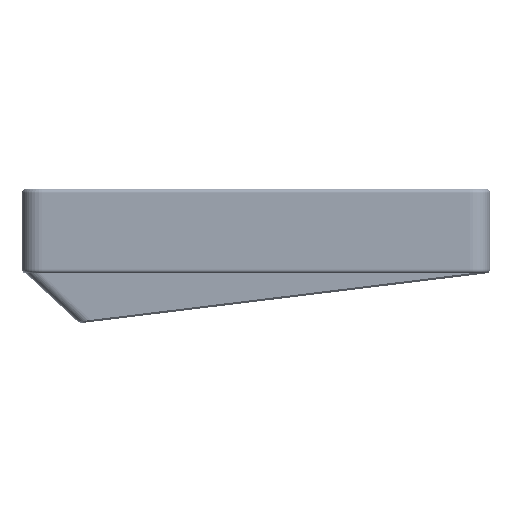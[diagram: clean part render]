
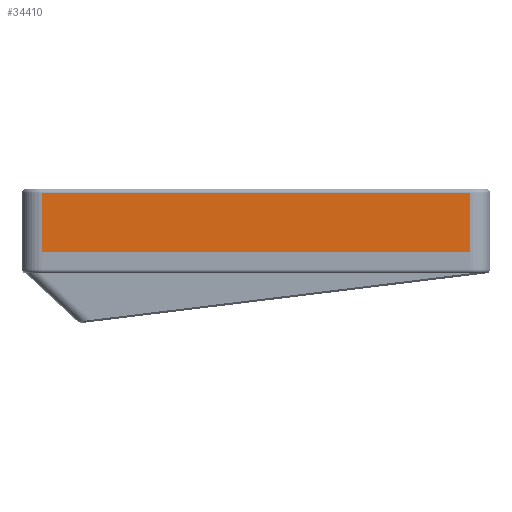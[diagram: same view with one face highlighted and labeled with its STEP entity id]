
A CAD part, left-side view. The second image highlights one B-rep face of the part: STEP entity #34410.
In plain terms, the highlighted planar face has unit normal (-1, 0, 0).
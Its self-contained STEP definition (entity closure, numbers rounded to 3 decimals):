
#3492=FACE_OUTER_BOUND('',#5557,.T.);
#5557=EDGE_LOOP('',(#31244,#31245,#31246,#31247));
#10134=LINE('',#57416,#13899);
#10193=LINE('',#57656,#13958);
#10257=LINE('',#57873,#14022);
#10259=LINE('',#57876,#14024);
#13899=VECTOR('',#46389,10.);
#13958=VECTOR('',#46622,10.);
#14022=VECTOR('',#46868,10.);
#14024=VECTOR('',#46872,10.);
#17020=VERTEX_POINT('',#57413);
#17021=VERTEX_POINT('',#57415);
#17114=VERTEX_POINT('',#57651);
#17115=VERTEX_POINT('',#57655);
#21673=EDGE_CURVE('',#17021,#17020,#10134,.T.);
#21788=EDGE_CURVE('',#17114,#17115,#10193,.T.);
#21893=EDGE_CURVE('',#17021,#17114,#10257,.T.);
#21895=EDGE_CURVE('',#17115,#17020,#10259,.T.);
#31244=ORIENTED_EDGE('',*,*,#21673,.T.);
#31245=ORIENTED_EDGE('',*,*,#21895,.F.);
#31246=ORIENTED_EDGE('',*,*,#21788,.F.);
#31247=ORIENTED_EDGE('',*,*,#21893,.F.);
#32699=PLANE('',#37417);
#34410=ADVANCED_FACE('',(#3492),#32699,.T.);
#37417=AXIS2_PLACEMENT_3D('',#57875,#46870,#46871);
#46389=DIRECTION('',(0.,0.,1.));
#46622=DIRECTION('',(0.,0.,1.));
#46868=DIRECTION('',(0.,1.,0.));
#46870=DIRECTION('center_axis',(-1.,0.,0.));
#46871=DIRECTION('ref_axis',(0.,0.,1.));
#46872=DIRECTION('',(0.,-1.,0.));
#57413=CARTESIAN_POINT('',(-148.125,-8.5,52.875));
#57415=CARTESIAN_POINT('',(-148.125,-8.5,-52.875));
#57416=CARTESIAN_POINT('',(-148.125,-8.5,-28.938));
#57651=CARTESIAN_POINT('',(-148.125,6.,-52.875));
#57655=CARTESIAN_POINT('',(-148.125,6.,52.875));
#57656=CARTESIAN_POINT('',(-148.125,6.,-28.938));
#57873=CARTESIAN_POINT('',(-148.125,0.,-52.875));
#57875=CARTESIAN_POINT('Origin',(-148.125,0.,-57.875));
#57876=CARTESIAN_POINT('',(-148.125,0.,52.875));
